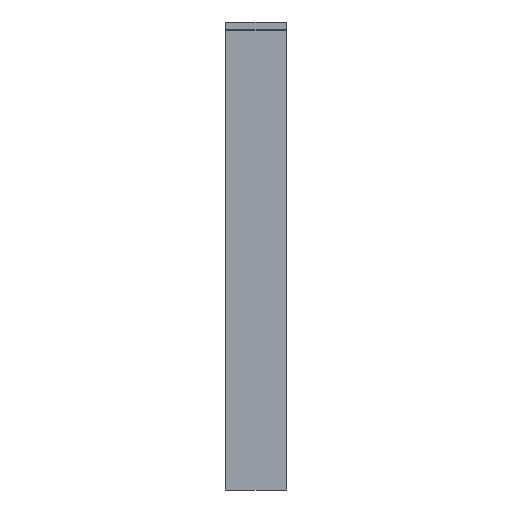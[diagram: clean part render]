
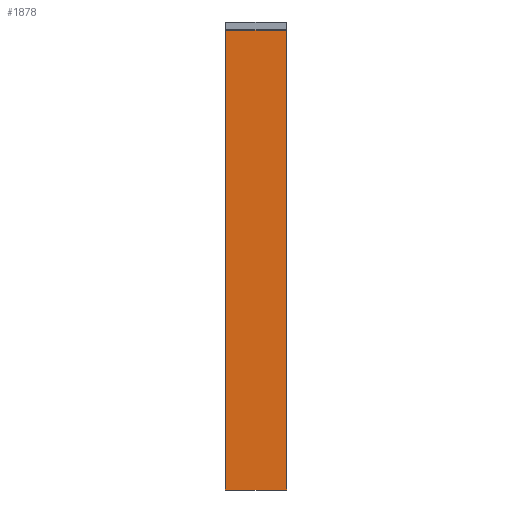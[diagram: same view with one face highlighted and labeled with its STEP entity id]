
A CAD part, front view. The second image highlights one B-rep face of the part: STEP entity #1878.
In plain terms, the highlighted planar face has unit normal (0, -1, 0).
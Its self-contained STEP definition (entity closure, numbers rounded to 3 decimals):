
#13 = CARTESIAN_POINT ( 'NONE',  ( -198.782, 0., 2994.471 ) ) ;
#33 = CARTESIAN_POINT ( 'NONE',  ( 198.374, 0., 2994.736 ) ) ;
#39 = CARTESIAN_POINT ( 'NONE',  ( 0., 0., 3050. ) ) ;
#42 = VECTOR ( 'NONE', #338, 1000. ) ;
#99 = VECTOR ( 'NONE', #3444, 1000. ) ;
#207 = CARTESIAN_POINT ( 'NONE',  ( 198., 0., 0. ) ) ;
#227 = DIRECTION ( 'NONE',  ( 1., 0., 0. ) ) ;
#240 = EDGE_CURVE ( 'NONE', #2228, #902, #1608, .T. ) ;
#307 = EDGE_CURVE ( 'NONE', #3187, #2148, #3362, .T. ) ;
#338 = DIRECTION ( 'NONE',  ( 1., 0., 0. ) ) ;
#353 = LINE ( 'NONE', #1761, #42 ) ;
#371 = VERTEX_POINT ( 'NONE', #3046 ) ;
#427 = CARTESIAN_POINT ( 'NONE',  ( 198., 0., 2995.055 ) ) ;
#440 = ORIENTED_EDGE ( 'NONE', *, *, #677, .F. ) ;
#523 = CARTESIAN_POINT ( 'NONE',  ( 0., 0., 0. ) ) ;
#534 = CARTESIAN_POINT ( 'NONE',  ( -198.144, 0., 2994.919 ) ) ;
#562 = EDGE_CURVE ( 'NONE', #702, #811, #622, .T. ) ;
#594 = ORIENTED_EDGE ( 'NONE', *, *, #1940, .T. ) ;
#622 = B_SPLINE_CURVE_WITH_KNOTS ( 'NONE', 3,
 ( #2726, #838, #534, #1605, #1625, #1346, #13, #3469, #1101, #1087 ),
 .UNSPECIFIED., .F., .F.,
 ( 4, 2, 2, 2, 4 ),
 ( 0., 0., 0.001, 0.001, 0.002 ),
 .UNSPECIFIED. ) ;
#677 = EDGE_CURVE ( 'NONE', #2148, #2651, #1151, .T. ) ;
#691 = ORIENTED_EDGE ( 'NONE', *, *, #2501, .T. ) ;
#702 = VERTEX_POINT ( 'NONE', #3149 ) ;
#811 = VERTEX_POINT ( 'NONE', #2193 ) ;
#838 = CARTESIAN_POINT ( 'NONE',  ( -198.069, 0., 2994.986 ) ) ;
#841 = CARTESIAN_POINT ( 'NONE',  ( 199.295, 0., 2994.189 ) ) ;
#902 = VERTEX_POINT ( 'NONE', #2373 ) ;
#1041 = LINE ( 'NONE', #1387, #3307 ) ;
#1058 = VECTOR ( 'NONE', #3322, 1000. ) ;
#1087 = CARTESIAN_POINT ( 'NONE',  ( -200., 0., 2993.848 ) ) ;
#1101 = CARTESIAN_POINT ( 'NONE',  ( -199.649, 0., 2994.021 ) ) ;
#1131 = FACE_OUTER_BOUND ( 'NONE', #1334, .T. ) ;
#1151 = LINE ( 'NONE', #1468, #1058 ) ;
#1334 = EDGE_LOOP ( 'NONE', ( #594, #2387, #440, #1886, #1744, #1741, #691, #2839 ) ) ;
#1346 = CARTESIAN_POINT ( 'NONE',  ( -198.614, 0., 2994.57 ) ) ;
#1387 = CARTESIAN_POINT ( 'NONE',  ( -200., 0., 3050. ) ) ;
#1468 = CARTESIAN_POINT ( 'NONE',  ( 200., 0., 3050. ) ) ;
#1538 = LINE ( 'NONE', #207, #2523 ) ;
#1556 = VECTOR ( 'NONE', #2697, 1000. ) ;
#1605 = CARTESIAN_POINT ( 'NONE',  ( -198.295, 0., 2994.794 ) ) ;
#1608 = LINE ( 'NONE', #523, #1556 ) ;
#1625 = CARTESIAN_POINT ( 'NONE',  ( -198.374, 0., 2994.736 ) ) ;
#1628 = CARTESIAN_POINT ( 'NONE',  ( 198.144, 0., 2994.919 ) ) ;
#1644 = CARTESIAN_POINT ( 'NONE',  ( 198.614, 0., 2994.57 ) ) ;
#1741 = ORIENTED_EDGE ( 'NONE', *, *, #562, .T. ) ;
#1744 = ORIENTED_EDGE ( 'NONE', *, *, #2055, .T. ) ;
#1761 = CARTESIAN_POINT ( 'NONE',  ( 0., 0., 0. ) ) ;
#1878 = ADVANCED_FACE ( 'NONE', ( #1131 ), #1941, .F. ) ;
#1886 = ORIENTED_EDGE ( 'NONE', *, *, #307, .F. ) ;
#1917 = CARTESIAN_POINT ( 'NONE',  ( 199.649, 0., 2994.021 ) ) ;
#1934 = CARTESIAN_POINT ( 'NONE',  ( 200., 0., 2993.848 ) ) ;
#1940 = EDGE_CURVE ( 'NONE', #2228, #371, #353, .T. ) ;
#1941 = PLANE ( 'NONE',  #2516 ) ;
#2040 = CARTESIAN_POINT ( 'NONE',  ( 200., 0., 0. ) ) ;
#2055 = EDGE_CURVE ( 'NONE', #3187, #702, #2611, .T. ) ;
#2148 = VERTEX_POINT ( 'NONE', #3272 ) ;
#2193 = CARTESIAN_POINT ( 'NONE',  ( -200., 0., 2993.848 ) ) ;
#2228 = VERTEX_POINT ( 'NONE', #2841 ) ;
#2366 = CARTESIAN_POINT ( 'NONE',  ( 199., 0., 2995.055 ) ) ;
#2373 = CARTESIAN_POINT ( 'NONE',  ( -200., 0., 0. ) ) ;
#2387 = ORIENTED_EDGE ( 'NONE', *, *, #2705, .T. ) ;
#2501 = EDGE_CURVE ( 'NONE', #811, #902, #1041, .T. ) ;
#2516 = AXIS2_PLACEMENT_3D ( 'NONE', #39, #3278, #3014 ) ;
#2523 = VECTOR ( 'NONE', #227, 1000. ) ;
#2611 = LINE ( 'NONE', #2366, #99 ) ;
#2651 = VERTEX_POINT ( 'NONE', #2040 ) ;
#2697 = DIRECTION ( 'NONE',  ( -1., 0., 0. ) ) ;
#2705 = EDGE_CURVE ( 'NONE', #371, #2651, #1538, .T. ) ;
#2713 = CARTESIAN_POINT ( 'NONE',  ( 198.295, 0., 2994.794 ) ) ;
#2726 = CARTESIAN_POINT ( 'NONE',  ( -198., 0., 2995.055 ) ) ;
#2839 = ORIENTED_EDGE ( 'NONE', *, *, #240, .F. ) ;
#2841 = CARTESIAN_POINT ( 'NONE',  ( -198., 0., 0. ) ) ;
#3014 = DIRECTION ( 'NONE',  ( -1., 0., 0. ) ) ;
#3046 = CARTESIAN_POINT ( 'NONE',  ( 198., 0., 0. ) ) ;
#3149 = CARTESIAN_POINT ( 'NONE',  ( -198., 0., 2995.055 ) ) ;
#3187 = VERTEX_POINT ( 'NONE', #427 ) ;
#3237 = CARTESIAN_POINT ( 'NONE',  ( 198.069, 0., 2994.986 ) ) ;
#3254 = CARTESIAN_POINT ( 'NONE',  ( 198.782, 0., 2994.471 ) ) ;
#3272 = CARTESIAN_POINT ( 'NONE',  ( 200., 0., 2993.848 ) ) ;
#3278 = DIRECTION ( 'NONE',  ( 0., 1., 0. ) ) ;
#3307 = VECTOR ( 'NONE', #3357, 1000. ) ;
#3322 = DIRECTION ( 'NONE',  ( 0., 0., -1. ) ) ;
#3357 = DIRECTION ( 'NONE',  ( 0., 0., -1. ) ) ;
#3362 = B_SPLINE_CURVE_WITH_KNOTS ( 'NONE', 3,
 ( #3472, #3237, #1628, #2713, #33, #1644, #3254, #841, #1917, #1934 ),
 .UNSPECIFIED., .F., .F.,
 ( 4, 2, 2, 2, 4 ),
 ( 0., 0., 0.001, 0.001, 0.002 ),
 .UNSPECIFIED. ) ;
#3444 = DIRECTION ( 'NONE',  ( -1., 0., 0. ) ) ;
#3469 = CARTESIAN_POINT ( 'NONE',  ( -199.295, 0., 2994.189 ) ) ;
#3472 = CARTESIAN_POINT ( 'NONE',  ( 198., 0., 2995.055 ) ) ;
